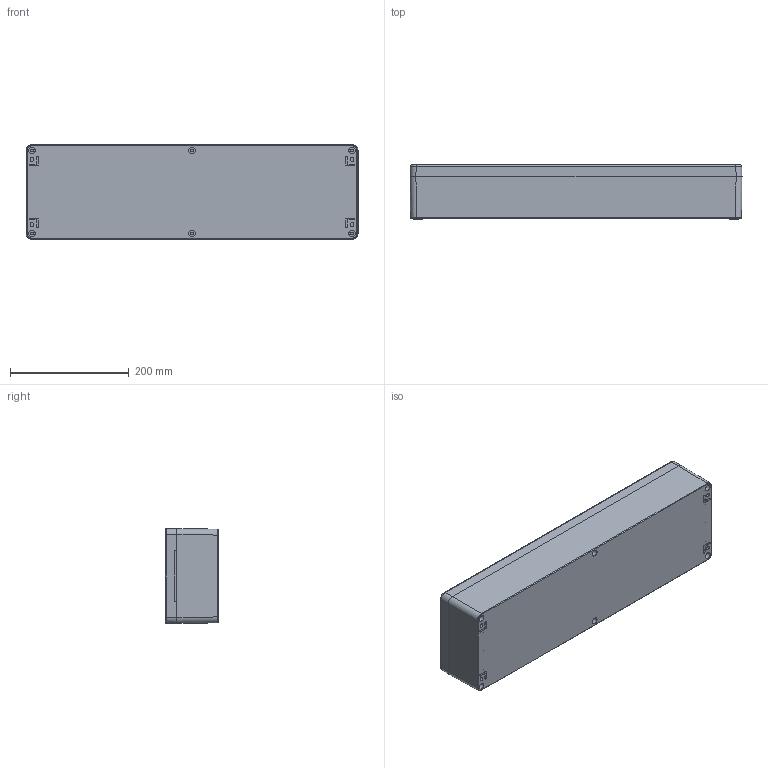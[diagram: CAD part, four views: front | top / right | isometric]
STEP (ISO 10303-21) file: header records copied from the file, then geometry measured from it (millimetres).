
FILE_DESCRIPTION((''),'2;1');
FILE_NAME('CA-330_ASM','2010-04-14T',('M.Fehring'),(''),'PRO/ENGINEER BY PARAMETRIC TECHNOLOGY CORPORATION, 2005070','PRO/ENGINEER BY PARAMETRIC TECHNOLOGY CORPORATION, 2005070','');
FILE_SCHEMA(('AUTOMOTIVE_DESIGN_CC2 { 1 2 10303 214 -1 1 5 2 }'));
Length unit declared in the file: millimetre
Products named in the file (8): CA-330_UT_PRT; 9261018000; CA-330_UT_ASM; CA-330_DE_PRT; 9261104000; CA-330_DE_ASM; 9261021000; CA-330_ASM
Assembly tree (15 placements, depth 3):
  CA-330_ASM
    CA-330_UT_ASM
      CA-330_UT_PRT
      9261018000  x4
    CA-330_DE_ASM
      CA-330_DE_PRT
      9261104000
    9261021000  x6
Bounding box: 560 x 91 x 160 mm (x, y, z)
Volume: 1444955.5 mm3; surface area: 645607.6 mm2
Topology: 18 solids, 18 shells, 1095 faces, 2932 edges, 1878 vertices
Faces by surface type: plane 510, cylinder 331, cone 205, torus 29, bspline 20
Entity records: 26042 total; most frequent: CARTESIAN_POINT 5630, DIRECTION 3216, ORIENTED_EDGE 3216, PRESENTATION_STYLE_ASSIGNMENT 1614, STYLED_ITEM 1614, CURVE_STYLE 1608, EDGE_CURVE 1608, AXIS2_PLACEMENT_3D 1204
